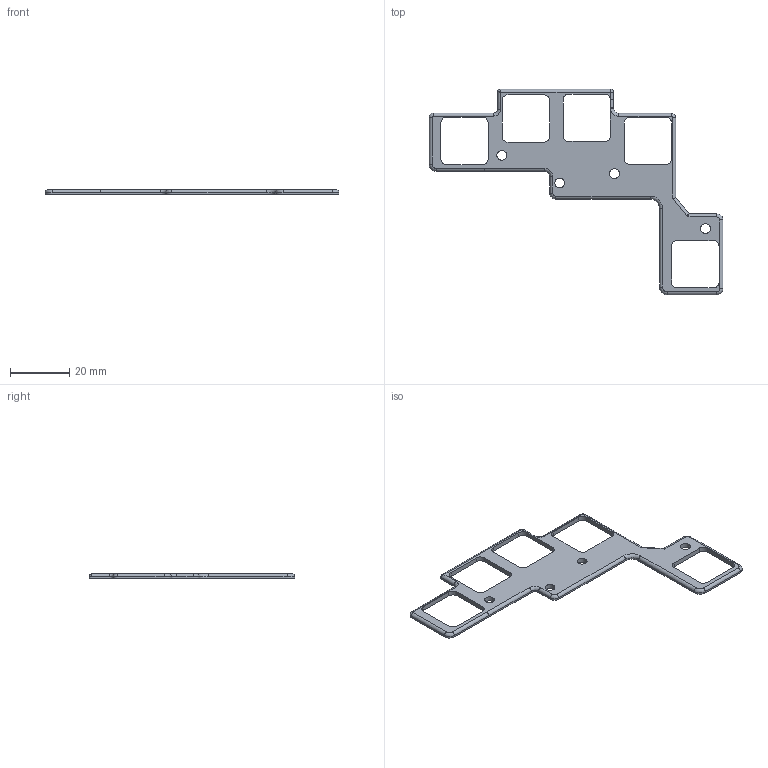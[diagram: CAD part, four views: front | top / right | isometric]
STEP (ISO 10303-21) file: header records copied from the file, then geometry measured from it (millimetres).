
FILE_DESCRIPTION(('FreeCAD Model'),'2;1');
FILE_NAME('Open CASCADE Shape Model','2025-06-10T06:45:40',(''),(''), 'Open CASCADE STEP processor 7.8','FreeCAD','Unknown');
FILE_SCHEMA(('AUTOMOTIVE_DESIGN { 1 0 10303 214 1 1 1 1 }'));
Length unit declared in the file: millimetre
Products named in the file (2): top-cvr; Body008
Assembly tree (1 placements, depth 2):
  top-cvr
    Body008
Bounding box: 99.08 x 69.33 x 1.6 mm (x, y, z)
Volume: 2596.3 mm3; surface area: 4261.1 mm2
Topology: 1 solids, 1 shells, 110 faces, 293 edges, 182 vertices
Faces by surface type: cylinder 55, plane 39, torus 8, bspline 5, revolution 3
Full cylindrical faces by diameter (mm): 3.3 x4
Entity records: 3725 total; most frequent: CARTESIAN_POINT 894, DIRECTION 597, ORIENTED_EDGE 582, EDGE_CURVE 291, AXIS2_PLACEMENT_3D 214, VERTEX_POINT 182, LINE 166, VECTOR 166
